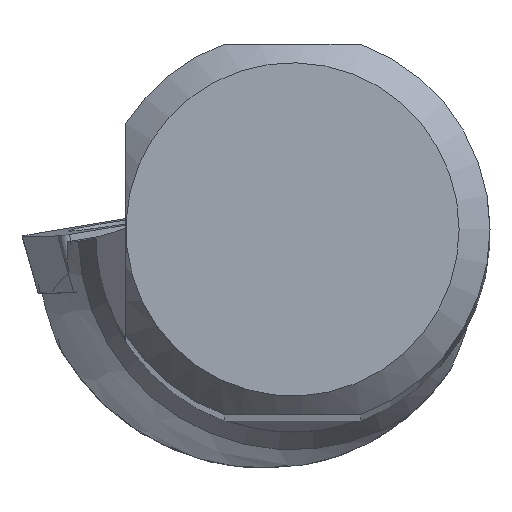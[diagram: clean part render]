
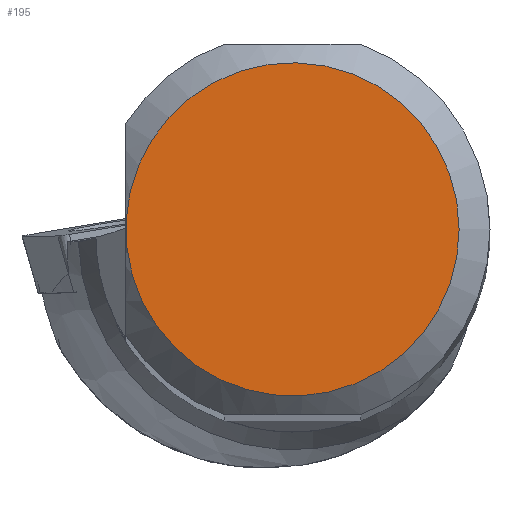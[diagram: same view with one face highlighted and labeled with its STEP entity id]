
A CAD part, top view. The second image highlights one B-rep face of the part: STEP entity #195.
In plain terms, the highlighted planar face has unit normal (0, 0, 1).
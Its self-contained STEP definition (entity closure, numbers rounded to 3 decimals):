
#153=FACE_OUTER_BOUND('',#386,.T.);
#195=ADVANCED_FACE('CU_SU_BP3',(#153),#224,.T.);
#224=PLANE('',#1017);
#386=EDGE_LOOP('',(#552));
#552=ORIENTED_EDGE('',*,*,#808,.T.);
#707=VERTEX_POINT('',#1672);
#808=EDGE_CURVE('',#707,#707,#856,.T.);
#856=CIRCLE('',#1016,13.489);
#1016=AXIS2_PLACEMENT_3D('',#1671,#1220,#1221);
#1017=AXIS2_PLACEMENT_3D('',#1673,#1222,#1223);
#1220=DIRECTION('',(0.,0.,1.));
#1221=DIRECTION('',(1.,0.,0.));
#1222=DIRECTION('',(0.,0.,1.));
#1223=DIRECTION('',(1.,0.,0.));
#1671=CARTESIAN_POINT('',(0.,0.,0.));
#1672=CARTESIAN_POINT('',(13.489,0.,0.));
#1673=CARTESIAN_POINT('',(0.,0.,
0.));
